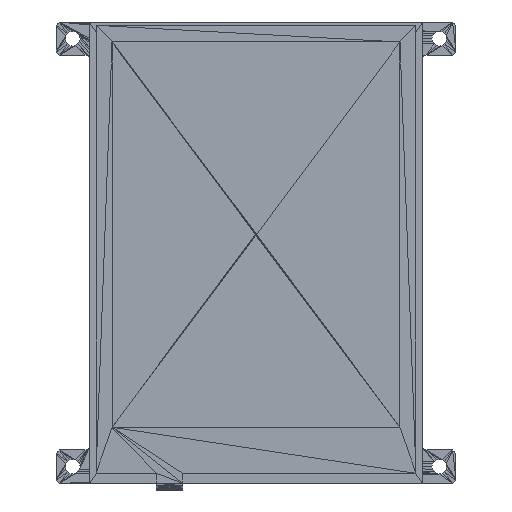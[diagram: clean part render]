
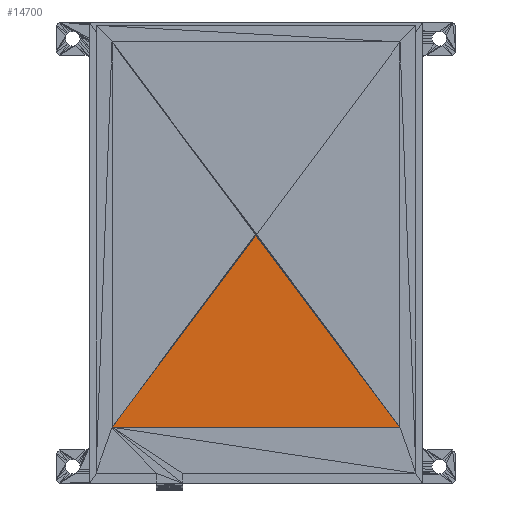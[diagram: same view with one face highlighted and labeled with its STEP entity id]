
A CAD part, top view. The second image highlights one B-rep face of the part: STEP entity #14700.
In plain terms, the highlighted planar face has unit normal (0, 0, 1).
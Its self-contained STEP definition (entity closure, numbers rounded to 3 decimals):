
#101=DIRECTION('',(0.599,0.801,0.));
#919=DIRECTION('',(-0.601,0.8,0.));
#936=DIRECTION('',(-1.,0.,0.));
#1014=VECTOR('',#101,1.);
#1832=VECTOR('',#919,1.);
#1849=VECTOR('',#936,1.);
#1991=CARTESIAN_POINT('',(51.6,9.4,9.1));
#1992=CARTESIAN_POINT('',(8.4,9.4,9.1));
#2000=CARTESIAN_POINT('',(29.962,38.208,9.1));
#2515=VERTEX_POINT('',#1991);
#2516=VERTEX_POINT('',#1992);
#2524=VERTEX_POINT('',#2000);
#3247=LINE('',#1991,#1849);
#3316=LINE('',#1992,#1014);
#3317=LINE('',#1991,#1832);
#4819=EDGE_CURVE('',#2515,#2516,#3247,.T.);
#4888=EDGE_CURVE('',#2516,#2524,#3316,.T.);
#4889=EDGE_CURVE('',#2515,#2524,#3317,.T.);
#6461=ORIENTED_EDGE('',*,*,#4889,.T.);
#7963=ORIENTED_EDGE('',*,*,#4819,.F.);
#8032=ORIENTED_EDGE('',*,*,#4888,.F.);
#9460=EDGE_LOOP('',(#8032,#7963,#6461));
#10508=FACE_OUTER_BOUND('',#9460,.T.);
#11808=DIRECTION('',(0.,0.,1.));
#11809=AXIS2_PLACEMENT_3D('',#2000,#11808,#101);
#13652=PLANE('',#11809);
#14700=ADVANCED_FACE('',(#10508),#13652,.T.);
